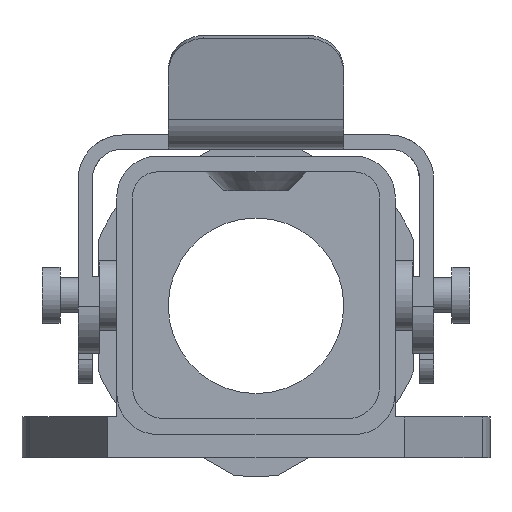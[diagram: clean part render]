
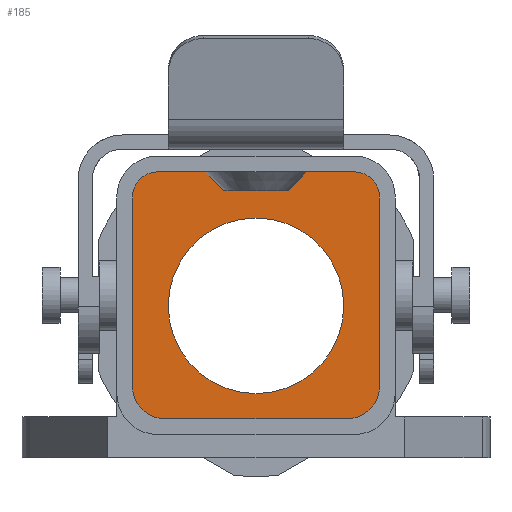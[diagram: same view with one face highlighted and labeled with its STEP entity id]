
A CAD part, front view. The second image highlights one B-rep face of the part: STEP entity #185.
In plain terms, the highlighted planar face has unit normal (0, -1, 0).
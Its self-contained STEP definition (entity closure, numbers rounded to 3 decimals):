
#185 = ADVANCED_FACE( '', ( #470, #471 ), #472, .T. );
#470 = FACE_OUTER_BOUND( '', #898, .T. );
#471 = FACE_BOUND( '', #899, .T. );
#472 = PLANE( '', #900 );
#898 = EDGE_LOOP( '', ( #1385, #1386, #1387, #1388, #1389, #1390, #1391, #1392, #1393, #1394, #1395, #1396 ) );
#899 = EDGE_LOOP( '', ( #1397 ) );
#900 = AXIS2_PLACEMENT_3D( '', #1398, #1399, #1400 );
#1385 = ORIENTED_EDGE( '', *, *, #2455, .F. );
#1386 = ORIENTED_EDGE( '', *, *, #2456, .F. );
#1387 = ORIENTED_EDGE( '', *, *, #2457, .T. );
#1388 = ORIENTED_EDGE( '', *, *, #2424, .T. );
#1389 = ORIENTED_EDGE( '', *, *, #2458, .T. );
#1390 = ORIENTED_EDGE( '', *, *, #2459, .T. );
#1391 = ORIENTED_EDGE( '', *, *, #2460, .T. );
#1392 = ORIENTED_EDGE( '', *, *, #2461, .T. );
#1393 = ORIENTED_EDGE( '', *, *, #2462, .F. );
#1394 = ORIENTED_EDGE( '', *, *, #2463, .F. );
#1395 = ORIENTED_EDGE( '', *, *, #2464, .F. );
#1396 = ORIENTED_EDGE( '', *, *, #2420, .T. );
#1397 = ORIENTED_EDGE( '', *, *, #2465, .T. );
#1398 = CARTESIAN_POINT( '', ( -8.4, 35.5, 8.4 ) );
#1399 = DIRECTION( '', ( 0., -1., 0. ) );
#1400 = DIRECTION( '', ( 0., 0., -1. ) );
#2420 = EDGE_CURVE( '', #2875, #2873, #2876, .T. );
#2424 = EDGE_CURVE( '', #2883, #2881, #2884, .T. );
#2455 = EDGE_CURVE( '', #2938, #2873, #2939, .T. );
#2456 = EDGE_CURVE( '', #2940, #2938, #2941, .T. );
#2457 = EDGE_CURVE( '', #2940, #2883, #2942, .T. );
#2458 = EDGE_CURVE( '', #2881, #2943, #2944, .T. );
#2459 = EDGE_CURVE( '', #2943, #2945, #2946, .T. );
#2460 = EDGE_CURVE( '', #2945, #2947, #2948, .T. );
#2461 = EDGE_CURVE( '', #2947, #2949, #2950, .T. );
#2462 = EDGE_CURVE( '', #2951, #2949, #2952, .T. );
#2463 = EDGE_CURVE( '', #2953, #2951, #2954, .T. );
#2464 = EDGE_CURVE( '', #2875, #2953, #2955, .T. );
#2465 = EDGE_CURVE( '', #2956, #2956, #2957, .F. );
#2873 = VERTEX_POINT( '', #3524 );
#2875 = VERTEX_POINT( '', #3527 );
#2876 = LINE( '', #3528, #3529 );
#2881 = VERTEX_POINT( '', #3536 );
#2883 = VERTEX_POINT( '', #3539 );
#2884 = LINE( '', #3540, #3541 );
#2938 = VERTEX_POINT( '', #3609 );
#2939 = LINE( '', #3610, #3611 );
#2940 = VERTEX_POINT( '', #3612 );
#2941 = LINE( '', #3613, #3614 );
#2942 = LINE( '', #3615, #3616 );
#2943 = VERTEX_POINT( '', #3617 );
#2944 = CIRCLE( '', #3618, 2.15 );
#2945 = VERTEX_POINT( '', #3619 );
#2946 = LINE( '', #3620, #3621 );
#2947 = VERTEX_POINT( '', #3622 );
#2948 = CIRCLE( '', #3623, 2.75 );
#2949 = VERTEX_POINT( '', #3624 );
#2950 = LINE( '', #3625, #3626 );
#2951 = VERTEX_POINT( '', #3627 );
#2952 = CIRCLE( '', #3628, 2.75 );
#2953 = VERTEX_POINT( '', #3629 );
#2954 = LINE( '', #3630, #3631 );
#2955 = CIRCLE( '', #3632, 2.15 );
#2956 = VERTEX_POINT( '', #3633 );
#2957 = CIRCLE( '', #3634, 7.5 );
#3524 = CARTESIAN_POINT( '', ( 4.35, 35.5, 10.55 ) );
#3527 = CARTESIAN_POINT( '', ( 8.4, 35.5, 10.55 ) );
#3528 = CARTESIAN_POINT( '', ( -8.4, 35.5, 10.55 ) );
#3529 = VECTOR( '', #4311, 1000. );
#3536 = CARTESIAN_POINT( '', ( -8.4, 35.5, 10.55 ) );
#3539 = CARTESIAN_POINT( '', ( -4.35, 35.5, 10.55 ) );
#3540 = CARTESIAN_POINT( '', ( -8.4, 35.5, 10.55 ) );
#3541 = VECTOR( '', #4315, 1000. );
#3609 = CARTESIAN_POINT( '', ( 2.75, 35.5, 8.95 ) );
#3610 = CARTESIAN_POINT( '', ( -3.1, 35.5, 3.1 ) );
#3611 = VECTOR( '', #4363, 1000. );
#3612 = CARTESIAN_POINT( '', ( -2.75, 35.5, 8.95 ) );
#3613 = CARTESIAN_POINT( '', ( 2.75, 35.5, 8.95 ) );
#3614 = VECTOR( '', #4364, 1000. );
#3615 = CARTESIAN_POINT( '', ( -2.75, 35.5, 8.95 ) );
#3616 = VECTOR( '', #4365, 1000. );
#3617 = CARTESIAN_POINT( '', ( -10.55, 35.5, 8.4 ) );
#3618 = AXIS2_PLACEMENT_3D( '', #4366, #4367, #4368 );
#3619 = CARTESIAN_POINT( '', ( -10.55, 35.5, -7.8 ) );
#3620 = CARTESIAN_POINT( '', ( -10.55, 35.5, 8.4 ) );
#3621 = VECTOR( '', #4369, 1000. );
#3622 = CARTESIAN_POINT( '', ( -7.8, 35.5, -10.55 ) );
#3623 = AXIS2_PLACEMENT_3D( '', #4370, #4371, #4372 );
#3624 = CARTESIAN_POINT( '', ( 7.8, 35.5, -10.55 ) );
#3625 = CARTESIAN_POINT( '', ( -8.4, 35.5, -10.55 ) );
#3626 = VECTOR( '', #4373, 1000. );
#3627 = CARTESIAN_POINT( '', ( 10.55, 35.5, -7.8 ) );
#3628 = AXIS2_PLACEMENT_3D( '', #4374, #4375, #4376 );
#3629 = CARTESIAN_POINT( '', ( 10.55, 35.5, 8.4 ) );
#3630 = CARTESIAN_POINT( '', ( 10.55, 35.5, 8.4 ) );
#3631 = VECTOR( '', #4377, 1000. );
#3632 = AXIS2_PLACEMENT_3D( '', #4378, #4379, #4380 );
#3633 = CARTESIAN_POINT( '', ( 0., 35.5, -8.4 ) );
#3634 = AXIS2_PLACEMENT_3D( '', #4381, #4382, #4383 );
#4311 = DIRECTION( '', ( -1., 0., 0. ) );
#4315 = DIRECTION( '', ( -1., 0., 0. ) );
#4363 = DIRECTION( '', ( 0.707, 0., 0.707 ) );
#4364 = DIRECTION( '', ( 1., 0., 0. ) );
#4365 = DIRECTION( '', ( -0.707, 0., 0.707 ) );
#4366 = CARTESIAN_POINT( '', ( -8.4, 35.5, 8.4 ) );
#4367 = DIRECTION( '', ( 0., -1., 0. ) );
#4368 = DIRECTION( '', ( 0., 0., -1. ) );
#4369 = DIRECTION( '', ( 0., 0., -1. ) );
#4370 = CARTESIAN_POINT( '', ( -7.8, 35.5, -7.8 ) );
#4371 = DIRECTION( '', ( 0., -1., 0. ) );
#4372 = DIRECTION( '', ( 0., 0., -1. ) );
#4373 = DIRECTION( '', ( 1., 0., 0. ) );
#4374 = CARTESIAN_POINT( '', ( 7.8, 35.5, -7.8 ) );
#4375 = DIRECTION( '', ( 0., 1., 0. ) );
#4376 = DIRECTION( '', ( 0., 0., -1. ) );
#4377 = DIRECTION( '', ( 0., 0., -1. ) );
#4378 = CARTESIAN_POINT( '', ( 8.4, 35.5, 8.4 ) );
#4379 = DIRECTION( '', ( 0., 1., 0. ) );
#4380 = DIRECTION( '', ( 0., 0., -1. ) );
#4381 = CARTESIAN_POINT( '', ( 0., 35.5, -0.9 ) );
#4382 = DIRECTION( '', ( 0., -1., 0. ) );
#4383 = DIRECTION( '', ( 0., 0., -1. ) );
